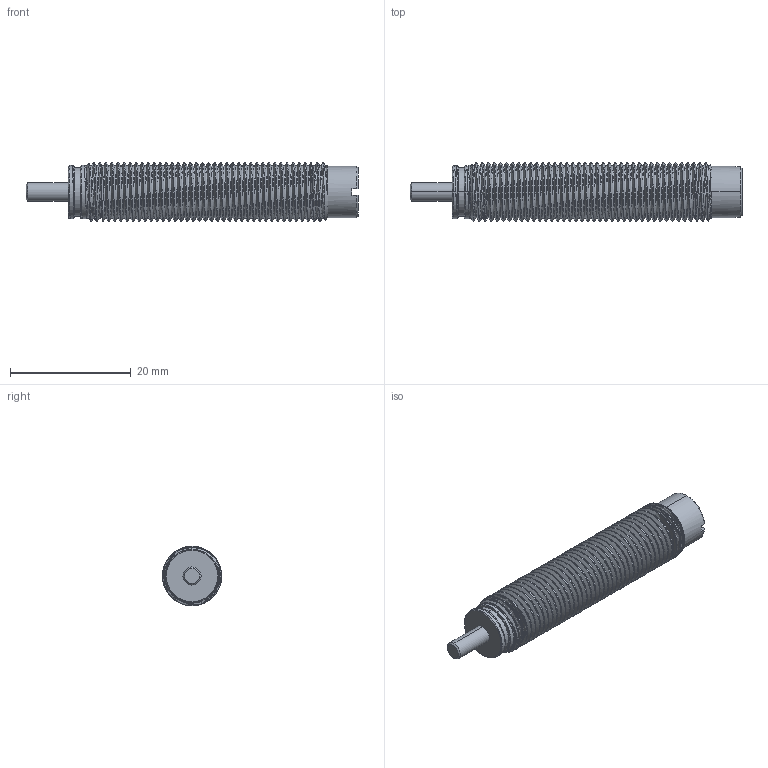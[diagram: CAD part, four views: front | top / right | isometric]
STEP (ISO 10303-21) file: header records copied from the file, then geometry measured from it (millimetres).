
FILE_DESCRIPTION (( 'STEP AP214' ), '1' );
FILE_NAME ('J10M-SA.STEP', '2017-12-07T12:21:13', ( '' ), ( '' ), 'SwSTEP 2.0', 'SolidWorks 2017', '' );
FILE_SCHEMA (( 'AUTOMOTIVE_DESIGN' ));
Length unit declared in the file: inch
Products named in the file (1): J10M-SA
Bounding box: 55 x 9.83 x 9.84 mm (x, y, z)
Volume: 3166.2 mm3; surface area: 2327.1 mm2
Topology: 1 solids, 1 shells, 129 faces, 362 edges, 238 vertices
Faces by surface type: cylinder 94, cone 16, plane 13, bspline 6
Entity records: 16287 total; most frequent: CARTESIAN_POINT 13241, ORIENTED_EDGE 724, DIRECTION 460, EDGE_CURVE 362, VERTEX_POINT 238, AXIS2_PLACEMENT_3D 170, EDGE_LOOP 132, FACE_OUTER_BOUND 129
